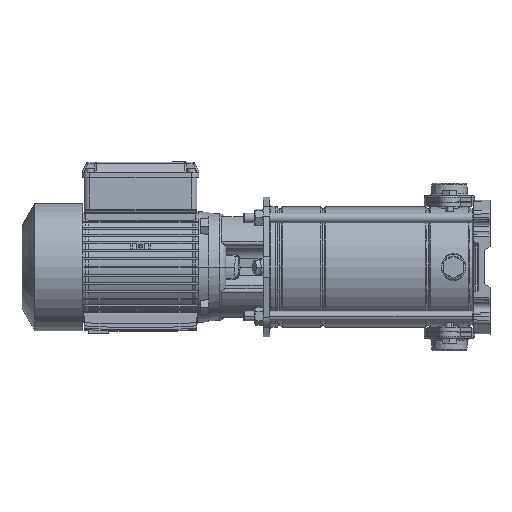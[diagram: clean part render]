
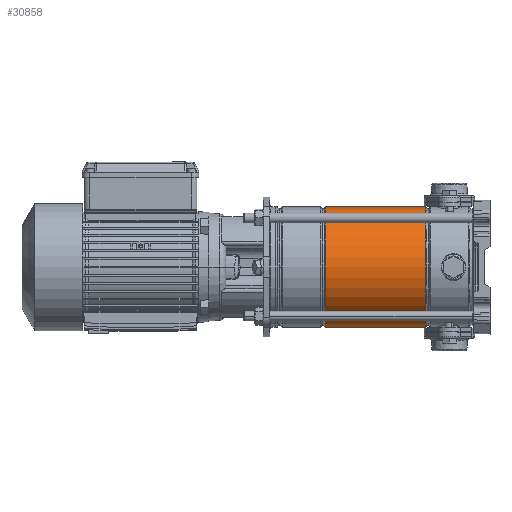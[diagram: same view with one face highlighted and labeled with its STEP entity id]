
A CAD part, left-side view. The second image highlights one B-rep face of the part: STEP entity #30858.
In plain terms, the highlighted cylindrical face has radius 74.4 mm (diameter 148.8 mm), a partial arc.
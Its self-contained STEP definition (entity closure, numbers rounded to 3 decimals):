
#13 = CARTESIAN_POINT ( 'NONE',  ( -74.4, 0., 190.664 ) ) ;
#1771 = ORIENTED_EDGE ( 'NONE', *, *, #40084, .F. ) ;
#3348 = CARTESIAN_POINT ( 'NONE',  ( -74.4, 0., 67.336 ) ) ;
#3876 = CIRCLE ( 'NONE', #32043, 74.4 ) ;
#4569 = CARTESIAN_POINT ( 'NONE',  ( 74.4, 0., 0. ) ) ;
#6762 = CARTESIAN_POINT ( 'NONE',  ( 74.4, 0., 67.336 ) ) ;
#8196 = ORIENTED_EDGE ( 'NONE', *, *, #42248, .F. ) ;
#9148 = DIRECTION ( 'NONE',  ( 0., 0., -1. ) ) ;
#9536 = CARTESIAN_POINT ( 'NONE',  ( 0., 0., 0. ) ) ;
#10282 = VECTOR ( 'NONE', #58747, 1000. ) ;
#13227 = EDGE_LOOP ( 'NONE', ( #37709, #25603, #8196, #1771 ) ) ;
#14635 = CIRCLE ( 'NONE', #41756, 74.4 ) ;
#18333 = CYLINDRICAL_SURFACE ( 'NONE', #26135, 74.4 ) ;
#22882 = DIRECTION ( 'NONE',  ( 0., 0., -1. ) ) ;
#23905 = DIRECTION ( 'NONE',  ( 0., 0., -1. ) ) ;
#25603 = ORIENTED_EDGE ( 'NONE', *, *, #26736, .T. ) ;
#26135 = AXIS2_PLACEMENT_3D ( 'NONE', #9536, #55434, #36862 ) ;
#26736 = EDGE_CURVE ( 'NONE', #46079, #57894, #51971, .T. ) ;
#27715 = LINE ( 'NONE', #40156, #10282 ) ;
#28145 = CARTESIAN_POINT ( 'NONE',  ( 0., 0., 67.336 ) ) ;
#30779 = CARTESIAN_POINT ( 'NONE',  ( 74.4, 0., 190.664 ) ) ;
#30858 = ADVANCED_FACE ( 'NONE', ( #60001 ), #18333, .T. ) ;
#32043 = AXIS2_PLACEMENT_3D ( 'NONE', #28145, #23905, #42105 ) ;
#34551 = VERTEX_POINT ( 'NONE', #13 ) ;
#36542 = CARTESIAN_POINT ( 'NONE',  ( 0., 0., 190.664 ) ) ;
#36862 = DIRECTION ( 'NONE',  ( -1., 0., 0. ) ) ;
#37709 = ORIENTED_EDGE ( 'NONE', *, *, #56252, .T. ) ;
#40084 = EDGE_CURVE ( 'NONE', #34551, #46721, #27715, .T. ) ;
#40156 = CARTESIAN_POINT ( 'NONE',  ( -74.4, 0., 0. ) ) ;
#41382 = DIRECTION ( 'NONE',  ( -1., 0., 0. ) ) ;
#41756 = AXIS2_PLACEMENT_3D ( 'NONE', #36542, #22882, #41382 ) ;
#42105 = DIRECTION ( 'NONE',  ( -1., 0., 0. ) ) ;
#42248 = EDGE_CURVE ( 'NONE', #46721, #57894, #3876, .T. ) ;
#46079 = VERTEX_POINT ( 'NONE', #30779 ) ;
#46721 = VERTEX_POINT ( 'NONE', #3348 ) ;
#51971 = LINE ( 'NONE', #4569, #56792 ) ;
#55434 = DIRECTION ( 'NONE',  ( 0., 0., -1. ) ) ;
#56252 = EDGE_CURVE ( 'NONE', #34551, #46079, #14635, .T. ) ;
#56792 = VECTOR ( 'NONE', #9148, 1000. ) ;
#57894 = VERTEX_POINT ( 'NONE', #6762 ) ;
#58747 = DIRECTION ( 'NONE',  ( 0., 0., -1. ) ) ;
#60001 = FACE_OUTER_BOUND ( 'NONE', #13227, .T. ) ;
